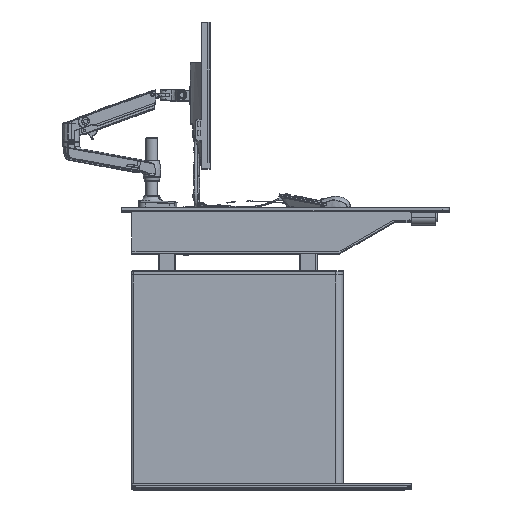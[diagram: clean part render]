
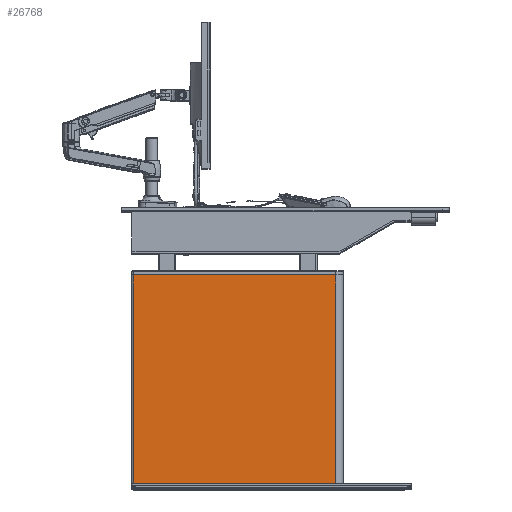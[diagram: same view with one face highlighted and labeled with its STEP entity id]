
A CAD part, top view. The second image highlights one B-rep face of the part: STEP entity #26768.
In plain terms, the highlighted planar face has unit normal (0, 0, 1).
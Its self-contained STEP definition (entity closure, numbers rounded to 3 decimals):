
#5246 = LINE ( 'NONE', #299861, #88148 ) ;
#20213 = CARTESIAN_POINT ( 'NONE',  ( 263.5, -254., -0.1 ) ) ;
#25119 = CARTESIAN_POINT ( 'NONE',  ( 0., 0., -0.1 ) ) ;
#26768 = ADVANCED_FACE ( 'NONE', ( #166799 ), #174881, .F. ) ;
#45451 = VERTEX_POINT ( 'NONE', #233608 ) ;
#46045 = EDGE_CURVE ( 'NONE', #228411, #251400, #320593, .T. ) ;
#74524 = DIRECTION ( 'NONE',  ( 0., 0., -1. ) ) ;
#80683 = AXIS2_PLACEMENT_3D ( 'NONE', #25119, #74524, #225878 ) ;
#84940 = CARTESIAN_POINT ( 'NONE',  ( -317., 0., -0.1 ) ) ;
#88148 = VECTOR ( 'NONE', #253738, 1000. ) ;
#100339 = DIRECTION ( 'NONE',  ( 0., 1., 0. ) ) ;
#102278 = ORIENTED_EDGE ( 'NONE', *, *, #232488, .F. ) ;
#134108 = EDGE_LOOP ( 'NONE', ( #320751, #102278, #288056, #255634 ) ) ;
#134363 = LINE ( 'NONE', #84940, #275196 ) ;
#149682 = CARTESIAN_POINT ( 'NONE',  ( 263.5, 255.24, -0.1 ) ) ;
#166799 = FACE_OUTER_BOUND ( 'NONE', #134108, .T. ) ;
#173022 = EDGE_CURVE ( 'NONE', #180668, #228411, #296181, .T. ) ;
#174881 = PLANE ( 'NONE',  #80683 ) ;
#180668 = VERTEX_POINT ( 'NONE', #20213 ) ;
#186182 = CARTESIAN_POINT ( 'NONE',  ( 263.5, 344., -0.1 ) ) ;
#186686 = CARTESIAN_POINT ( 'NONE',  ( -317., 344., -0.1 ) ) ;
#200406 = CARTESIAN_POINT ( 'NONE',  ( 0., 344., -0.1 ) ) ;
#211619 = DIRECTION ( 'NONE',  ( 0., -1., 0. ) ) ;
#218634 = DIRECTION ( 'NONE',  ( -1., 0., 0. ) ) ;
#225878 = DIRECTION ( 'NONE',  ( 1., 0., 0. ) ) ;
#228411 = VERTEX_POINT ( 'NONE', #186182 ) ;
#232488 = EDGE_CURVE ( 'NONE', #180668, #45451, #5246, .T. ) ;
#233608 = CARTESIAN_POINT ( 'NONE',  ( -317., -254., -0.1 ) ) ;
#247934 = VECTOR ( 'NONE', #100339, 1000. ) ;
#251400 = VERTEX_POINT ( 'NONE', #186686 ) ;
#253738 = DIRECTION ( 'NONE',  ( -1., 0., 0. ) ) ;
#255634 = ORIENTED_EDGE ( 'NONE', *, *, #46045, .T. ) ;
#273724 = VECTOR ( 'NONE', #218634, 1000. ) ;
#275196 = VECTOR ( 'NONE', #211619, 1000. ) ;
#285453 = EDGE_CURVE ( 'NONE', #251400, #45451, #134363, .T. ) ;
#288056 = ORIENTED_EDGE ( 'NONE', *, *, #173022, .T. ) ;
#296181 = LINE ( 'NONE', #149682, #247934 ) ;
#299861 = CARTESIAN_POINT ( 'NONE',  ( 0., -254., -0.1 ) ) ;
#320593 = LINE ( 'NONE', #200406, #273724 ) ;
#320751 = ORIENTED_EDGE ( 'NONE', *, *, #285453, .T. ) ;
